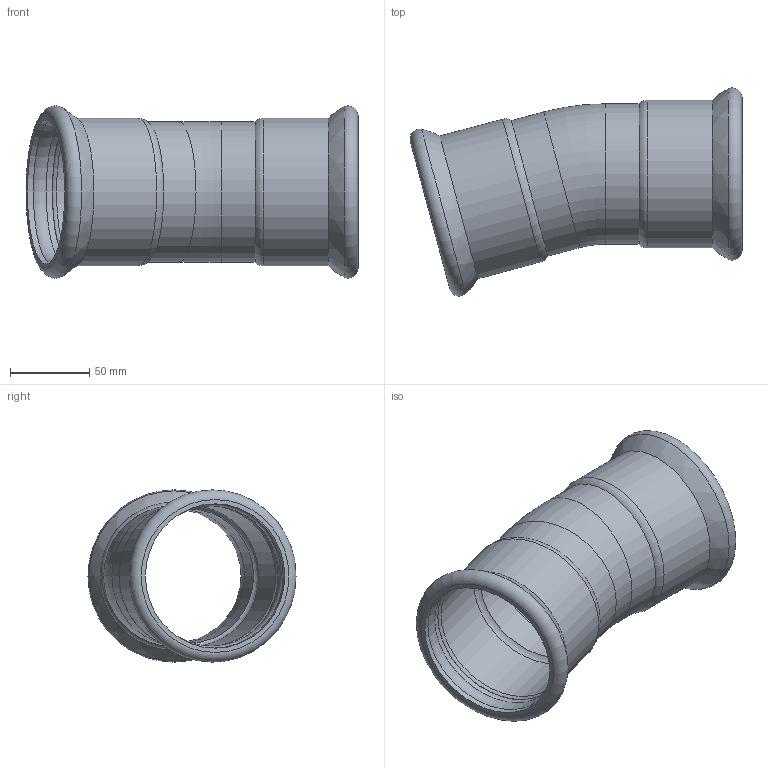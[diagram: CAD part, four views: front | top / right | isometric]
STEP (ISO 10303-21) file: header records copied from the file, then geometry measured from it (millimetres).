
FILE_DESCRIPTION(/* description */ (' Curva 15° FF Ø 88,9 Inoxpres - corta '),/* implementation_level */ '2;1');
FILE_NAME(/* name */ '181088150C_Inoxpres .stp',/* time_stamp */ '2022-10-10T15:41:39+02:00',/* author */ ('Vault'),/* organization */ ('Raccorderie metalliche s.p.a.'),/* preprocessor_version */ 'ST-DEVELOPER v18.1',/* originating_system */ 'Autodesk Inventor 2020',/* authorisation */ 'Raccorderie metalliche s.p.a.');
FILE_SCHEMA (('AUTOMOTIVE_DESIGN { 1 0 10303 214 3 1 1 }'));
Length unit declared in the file: millimetre
Products named in the file (1): 181088150C_Inoxpres
Bounding box: 210.13 x 131.75 x 108.99 mm (x, y, z)
Volume: 171382.8 mm3; surface area: 121126.1 mm2
Topology: 1 solids, 1 shells, 30 faces, 104 edges, 76 vertices
Faces by surface type: torus 12, cylinder 12, bspline 2, cone 2, plane 2
Full cylindrical faces by diameter (mm): 84.9 x2, 88.9 x2, 89.5 x2, 91.3 x4, 93.5 x2
Entity records: 1307 total; most frequent: CARTESIAN_POINT 263, DIRECTION 252, ORIENTED_EDGE 208, AXIS2_PLACEMENT_3D 119, EDGE_CURVE 104, CIRCLE 90, VERTEX_POINT 76, EDGE_LOOP 32
